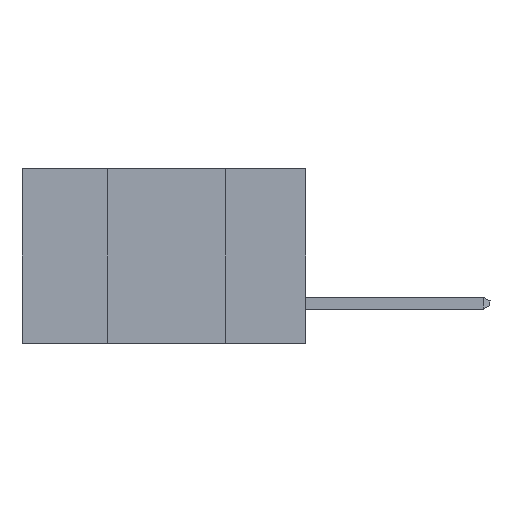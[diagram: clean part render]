
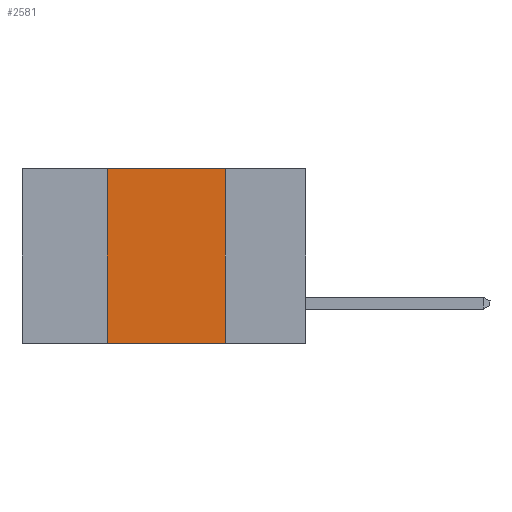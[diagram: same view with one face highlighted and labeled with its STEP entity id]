
A CAD part, left-side view. The second image highlights one B-rep face of the part: STEP entity #2581.
In plain terms, the highlighted planar face has unit normal (-1, 0, 0).
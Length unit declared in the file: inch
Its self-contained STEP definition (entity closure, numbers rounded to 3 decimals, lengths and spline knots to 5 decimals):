
#962 = CARTESIAN_POINT ( 'NONE',  ( 0., 0.42, -0.37 ) ) ;
#1278 = CARTESIAN_POINT ( 'NONE',  ( 0., 0.42, 0. ) ) ;
#2560 = VECTOR ( 'NONE', #9863, 39.37008 ) ;
#2581 = ADVANCED_FACE ( 'NONE', ( #9808 ), #12071, .F. ) ;
#2835 = ORIENTED_EDGE ( 'NONE', *, *, #9155, .T. ) ;
#3426 = CARTESIAN_POINT ( 'NONE',  ( 0., 0.17, 0. ) ) ;
#6166 = DIRECTION ( 'NONE',  ( 1., 0., 0. ) ) ;
#8173 = EDGE_CURVE ( 'NONE', #8287, #20630, #20391, .T. ) ;
#8287 = VERTEX_POINT ( 'NONE', #14783 ) ;
#8854 = DIRECTION ( 'NONE',  ( 0., 0., -1. ) ) ;
#9155 = EDGE_CURVE ( 'NONE', #24906, #10698, #17219, .T. ) ;
#9178 = ORIENTED_EDGE ( 'NONE', *, *, #8173, .F. ) ;
#9612 = CARTESIAN_POINT ( 'NONE',  ( 0., 0.17, 0. ) ) ;
#9808 = FACE_OUTER_BOUND ( 'NONE', #17953, .T. ) ;
#9863 = DIRECTION ( 'NONE',  ( 0., 0., -1. ) ) ;
#9942 = ORIENTED_EDGE ( 'NONE', *, *, #11752, .F. ) ;
#10698 = VERTEX_POINT ( 'NONE', #18470 ) ;
#11752 = EDGE_CURVE ( 'NONE', #24906, #8287, #22784, .T. ) ;
#12071 = PLANE ( 'NONE',  #18012 ) ;
#14783 = CARTESIAN_POINT ( 'NONE',  ( 0., 0.42, 0. ) ) ;
#15667 = DIRECTION ( 'NONE',  ( 0., -1., 0. ) ) ;
#15926 = CARTESIAN_POINT ( 'NONE',  ( 0., 0.6, -0.37 ) ) ;
#17219 = LINE ( 'NONE', #15926, #19715 ) ;
#17585 = VECTOR ( 'NONE', #20750, 39.37008 ) ;
#17953 = EDGE_LOOP ( 'NONE', ( #22039, #9178, #9942, #2835 ) ) ;
#18012 = AXIS2_PLACEMENT_3D ( 'NONE', #18064, #6166, #8854 ) ;
#18064 = CARTESIAN_POINT ( 'NONE',  ( 0., 0.6, 0. ) ) ;
#18470 = CARTESIAN_POINT ( 'NONE',  ( 0., 0.17, -0.37 ) ) ;
#19291 = DIRECTION ( 'NONE',  ( 0., 0., 1. ) ) ;
#19715 = VECTOR ( 'NONE', #15667, 39.37008 ) ;
#20391 = LINE ( 'NONE', #22651, #17585 ) ;
#20630 = VERTEX_POINT ( 'NONE', #3426 ) ;
#20750 = DIRECTION ( 'NONE',  ( 0., -1., 0. ) ) ;
#21237 = VECTOR ( 'NONE', #19291, 39.37008 ) ;
#22039 = ORIENTED_EDGE ( 'NONE', *, *, #22260, .F. ) ;
#22260 = EDGE_CURVE ( 'NONE', #20630, #10698, #23717, .T. ) ;
#22651 = CARTESIAN_POINT ( 'NONE',  ( 0., 0.6, 0. ) ) ;
#22784 = LINE ( 'NONE', #1278, #21237 ) ;
#23717 = LINE ( 'NONE', #9612, #2560 ) ;
#24906 = VERTEX_POINT ( 'NONE', #962 ) ;
